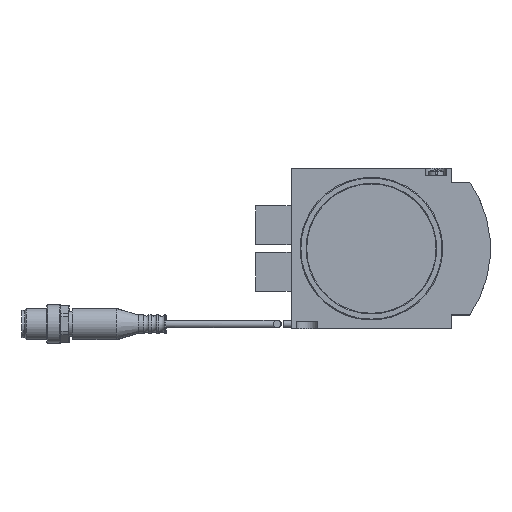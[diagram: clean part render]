
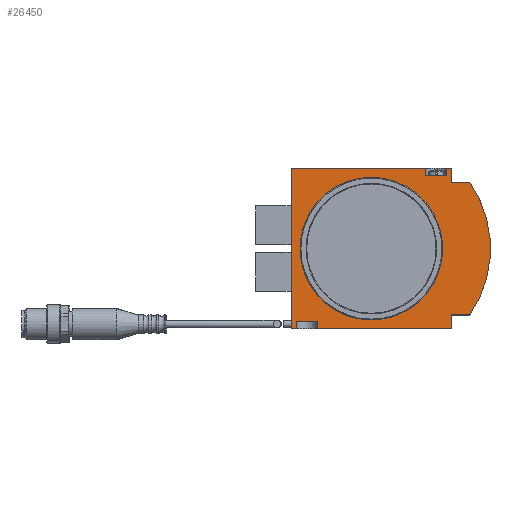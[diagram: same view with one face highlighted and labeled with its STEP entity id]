
A CAD part, front view. The second image highlights one B-rep face of the part: STEP entity #26450.
In plain terms, the highlighted planar face has unit normal (0, -1, 0).
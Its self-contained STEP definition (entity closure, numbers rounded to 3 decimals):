
#552=CIRCLE('',#27702,45.);
#553=CIRCLE('',#27703,16.625);
#2330=ORIENTED_EDGE('',*,*,#7541,.F.);
#2331=ORIENTED_EDGE('',*,*,#7599,.T.);
#2332=ORIENTED_EDGE('',*,*,#7600,.T.);
#2333=ORIENTED_EDGE('',*,*,#7601,.F.);
#2334=ORIENTED_EDGE('',*,*,#7602,.F.);
#2335=ORIENTED_EDGE('',*,*,#7603,.F.);
#2336=ORIENTED_EDGE('',*,*,#7604,.F.);
#2337=ORIENTED_EDGE('',*,*,#7605,.F.);
#2338=ORIENTED_EDGE('',*,*,#7606,.F.);
#2339=ORIENTED_EDGE('',*,*,#7607,.F.);
#2340=ORIENTED_EDGE('',*,*,#7608,.F.);
#2341=ORIENTED_EDGE('',*,*,#7609,.T.);
#2342=ORIENTED_EDGE('',*,*,#7561,.F.);
#2343=ORIENTED_EDGE('',*,*,#7610,.F.);
#2344=ORIENTED_EDGE('',*,*,#7611,.F.);
#2345=ORIENTED_EDGE('',*,*,#7612,.F.);
#2346=ORIENTED_EDGE('',*,*,#7613,.F.);
#7541=EDGE_CURVE('',#10171,#10172,#12004,.T.);
#7561=EDGE_CURVE('',#10191,#10192,#12023,.T.);
#7599=EDGE_CURVE('',#10171,#10224,#12056,.T.);
#7600=EDGE_CURVE('',#10224,#10225,#12057,.T.);
#7601=EDGE_CURVE('',#10226,#10225,#12058,.T.);
#7602=EDGE_CURVE('',#10227,#10226,#12059,.T.);
#7603=EDGE_CURVE('',#10228,#10227,#12060,.T.);
#7604=EDGE_CURVE('',#10229,#10228,#12061,.T.);
#7605=EDGE_CURVE('',#10230,#10229,#552,.T.);
#7606=EDGE_CURVE('',#10231,#10230,#12062,.T.);
#7607=EDGE_CURVE('',#10232,#10231,#12063,.T.);
#7608=EDGE_CURVE('',#10233,#10232,#12064,.T.);
#7609=EDGE_CURVE('',#10233,#10192,#12065,.T.);
#7610=EDGE_CURVE('',#10234,#10191,#12066,.T.);
#7611=EDGE_CURVE('',#10235,#10234,#12067,.T.);
#7612=EDGE_CURVE('',#10172,#10235,#12068,.T.);
#7613=EDGE_CURVE('',#10236,#10236,#553,.T.);
#10171=VERTEX_POINT('',#36028);
#10172=VERTEX_POINT('',#36030);
#10191=VERTEX_POINT('',#36069);
#10192=VERTEX_POINT('',#36071);
#10224=VERTEX_POINT('',#36146);
#10225=VERTEX_POINT('',#36148);
#10226=VERTEX_POINT('',#36150);
#10227=VERTEX_POINT('',#36152);
#10228=VERTEX_POINT('',#36154);
#10229=VERTEX_POINT('',#36156);
#10230=VERTEX_POINT('',#36158);
#10231=VERTEX_POINT('',#36160);
#10232=VERTEX_POINT('',#36162);
#10233=VERTEX_POINT('',#36164);
#10234=VERTEX_POINT('',#36167);
#10235=VERTEX_POINT('',#36169);
#10236=VERTEX_POINT('',#36172);
#12004=LINE('',#36029,#13819);
#12023=LINE('',#36070,#13838);
#12056=LINE('',#36145,#13871);
#12057=LINE('',#36147,#13872);
#12058=LINE('',#36149,#13873);
#12059=LINE('',#36151,#13874);
#12060=LINE('',#36153,#13875);
#12061=LINE('',#36155,#13876);
#12062=LINE('',#36159,#13877);
#12063=LINE('',#36161,#13878);
#12064=LINE('',#36163,#13879);
#12065=LINE('',#36165,#13880);
#12066=LINE('',#36166,#13881);
#12067=LINE('',#36168,#13882);
#12068=LINE('',#36170,#13883);
#13819=VECTOR('',#30116,1000.);
#13838=VECTOR('',#30139,1000.);
#13871=VECTOR('',#30192,1000.);
#13872=VECTOR('',#30193,1000.);
#13873=VECTOR('',#30194,1000.);
#13874=VECTOR('',#30195,1000.);
#13875=VECTOR('',#30196,1000.);
#13876=VECTOR('',#30197,1000.);
#13877=VECTOR('',#30200,1000.);
#13878=VECTOR('',#30201,1000.);
#13879=VECTOR('',#30202,1000.);
#13880=VECTOR('',#30203,1000.);
#13881=VECTOR('',#30204,1000.);
#13882=VECTOR('',#30205,1000.);
#13883=VECTOR('',#30206,1000.);
#15406=EDGE_LOOP('',(#2330,#2331,#2332,#2333,#2334,#2335,#2336,#2337,#2338,
#2339,#2340,#2341,#2342,#2343,#2344,#2345));
#15407=EDGE_LOOP('',(#2346));
#16722=FACE_BOUND('',#15406,.T.);
#16723=FACE_BOUND('',#15407,.T.);
#18007=PLANE('',#27701);
#26450=ADVANCED_FACE('',(#16722,#16723),#18007,.F.);
#27701=AXIS2_PLACEMENT_3D('',#36144,#30190,#30191);
#27702=AXIS2_PLACEMENT_3D('',#36157,#30198,#30199);
#27703=AXIS2_PLACEMENT_3D('',#36171,#30207,#30208);
#30116=DIRECTION('',(-1.,0.,0.));
#30139=DIRECTION('',(1.,0.,0.));
#30190=DIRECTION('',(0.,1.,0.));
#30191=DIRECTION('',(0.,0.,1.));
#30192=DIRECTION('',(0.,0.,1.));
#30193=DIRECTION('',(1.,0.,0.));
#30194=DIRECTION('',(0.,0.,1.));
#30195=DIRECTION('',(-1.,0.,0.));
#30196=DIRECTION('',(0.,0.,-1.));
#30197=DIRECTION('',(-1.,0.,0.));
#30198=DIRECTION('',(0.,1.,0.));
#30199=DIRECTION('',(1.,0.,0.));
#30200=DIRECTION('',(1.,0.,0.));
#30201=DIRECTION('',(0.,0.,-1.));
#30202=DIRECTION('',(1.,0.,0.));
#30203=DIRECTION('',(0.,0.,-1.));
#30204=DIRECTION('',(0.,0.,-1.));
#30205=DIRECTION('',(1.,0.,0.));
#30206=DIRECTION('',(0.,0.,1.));
#30207=DIRECTION('',(0.,-1.,0.));
#30208=DIRECTION('',(0.,0.,-1.));
#36028=CARTESIAN_POINT('',(-29.,-146.9,-31.));
#36029=CARTESIAN_POINT('',(31.,-146.9,-31.));
#36030=CARTESIAN_POINT('',(-31.,-146.9,-31.));
#36069=CARTESIAN_POINT('',(21.,-146.9,28.1));
#36070=CARTESIAN_POINT('',(21.,-146.9,28.1));
#36071=CARTESIAN_POINT('',(29.,-146.9,28.1));
#36144=CARTESIAN_POINT('',(0.,-146.9,0.));
#36145=CARTESIAN_POINT('',(-29.,-146.9,-31.));
#36146=CARTESIAN_POINT('',(-29.,-146.9,-28.1));
#36147=CARTESIAN_POINT('',(-29.,-146.9,-28.1));
#36148=CARTESIAN_POINT('',(-21.,-146.9,-28.1));
#36149=CARTESIAN_POINT('',(-21.,-146.9,-31.));
#36150=CARTESIAN_POINT('',(-21.,-146.9,-31.));
#36151=CARTESIAN_POINT('',(31.,-146.9,-31.));
#36152=CARTESIAN_POINT('',(31.,-146.9,-31.));
#36153=CARTESIAN_POINT('',(31.,-146.9,31.));
#36154=CARTESIAN_POINT('',(31.,-146.9,-25.5));
#36155=CARTESIAN_POINT('',(38.078,-146.9,-25.5));
#36156=CARTESIAN_POINT('',(38.078,-146.9,-25.5));
#36157=CARTESIAN_POINT('',(1.,-146.9,0.));
#36158=CARTESIAN_POINT('',(38.078,-146.9,25.5));
#36159=CARTESIAN_POINT('',(-31.,-146.9,25.5));
#36160=CARTESIAN_POINT('',(31.,-146.9,25.5));
#36161=CARTESIAN_POINT('',(31.,-146.9,31.));
#36162=CARTESIAN_POINT('',(31.,-146.9,31.));
#36163=CARTESIAN_POINT('',(-31.,-146.9,31.));
#36164=CARTESIAN_POINT('',(29.,-146.9,31.));
#36165=CARTESIAN_POINT('',(29.,-146.9,31.));
#36166=CARTESIAN_POINT('',(21.,-146.9,31.));
#36167=CARTESIAN_POINT('',(21.,-146.9,31.));
#36168=CARTESIAN_POINT('',(-31.,-146.9,31.));
#36169=CARTESIAN_POINT('',(-31.,-146.9,31.));
#36170=CARTESIAN_POINT('',(-31.,-146.9,-31.));
#36171=CARTESIAN_POINT('',(0.,-146.9,0.));
#36172=CARTESIAN_POINT('',(0.,-146.9,-16.625));
